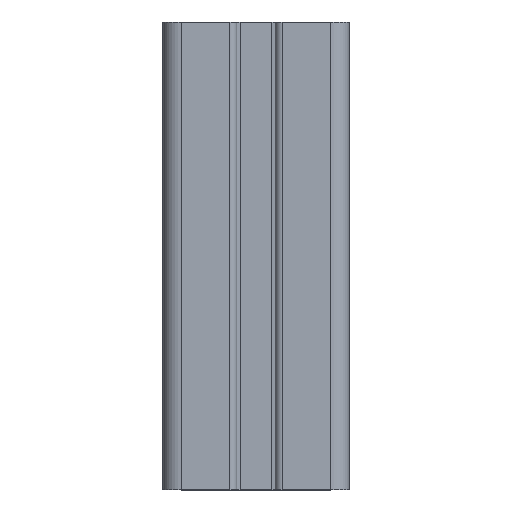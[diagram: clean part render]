
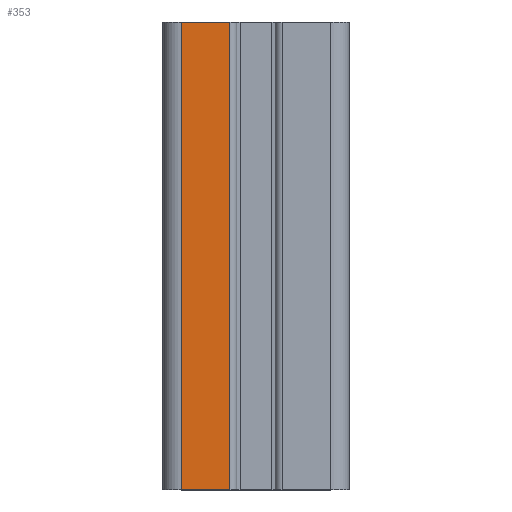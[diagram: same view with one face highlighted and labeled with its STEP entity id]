
A CAD part, top view. The second image highlights one B-rep face of the part: STEP entity #353.
In plain terms, the highlighted planar face has unit normal (0, 0, 1).
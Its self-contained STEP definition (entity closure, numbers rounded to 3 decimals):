
#353 = ADVANCED_FACE( '', ( #765 ), #766, .F. );
#765 = FACE_OUTER_BOUND( '', #1220, .T. );
#766 = PLANE( '', #1221 );
#1220 = EDGE_LOOP( '', ( #2392, #2393, #2394, #2395 ) );
#1221 = AXIS2_PLACEMENT_3D( '', #2396, #2397, #2398 );
#2392 = ORIENTED_EDGE( '', *, *, #3259, .T. );
#2393 = ORIENTED_EDGE( '', *, *, #3073, .F. );
#2394 = ORIENTED_EDGE( '', *, *, #3118, .F. );
#2395 = ORIENTED_EDGE( '', *, *, #3314, .T. );
#2396 = CARTESIAN_POINT( '', ( -16., 100., 20. ) );
#2397 = DIRECTION( '', ( 0., 0., -1. ) );
#2398 = DIRECTION( '', ( -1., 0., 0. ) );
#3073 = EDGE_CURVE( '', #3828, #3823, #3830, .T. );
#3118 = EDGE_CURVE( '', #3895, #3828, #3897, .T. );
#3259 = EDGE_CURVE( '', #4036, #3823, #4118, .T. );
#3314 = EDGE_CURVE( '', #3895, #4036, #4173, .T. );
#3823 = VERTEX_POINT( '', #4831 );
#3828 = VERTEX_POINT( '', #4837 );
#3830 = LINE( '', #4839, #4840 );
#3895 = VERTEX_POINT( '', #4925 );
#3897 = LINE( '', #4927, #4928 );
#4036 = VERTEX_POINT( '', #5106 );
#4118 = LINE( '', #5208, #5209 );
#4173 = LINE( '', #5288, #5289 );
#4831 = CARTESIAN_POINT( '', ( -5.6, 0., 20. ) );
#4837 = CARTESIAN_POINT( '', ( -5.6, 100., 20. ) );
#4839 = CARTESIAN_POINT( '', ( -5.6, 100., 20. ) );
#4840 = VECTOR( '', #5690, 1000. );
#4925 = CARTESIAN_POINT( '', ( -16., 100., 20. ) );
#4927 = CARTESIAN_POINT( '', ( -16., 100., 20. ) );
#4928 = VECTOR( '', #5771, 1000. );
#5106 = CARTESIAN_POINT( '', ( -16., 0., 20. ) );
#5208 = CARTESIAN_POINT( '', ( -16., 0., 20. ) );
#5209 = VECTOR( '', #6065, 1000. );
#5288 = CARTESIAN_POINT( '', ( -16., 100., 20. ) );
#5289 = VECTOR( '', #6090, 1000. );
#5690 = DIRECTION( '', ( 0., -1., 0. ) );
#5771 = DIRECTION( '', ( 1., 0., 0. ) );
#6065 = DIRECTION( '', ( 1., 0., 0. ) );
#6090 = DIRECTION( '', ( 0., -1., 0. ) );
